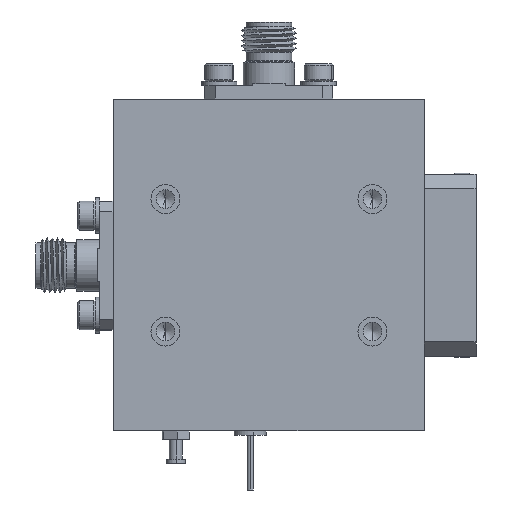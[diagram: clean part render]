
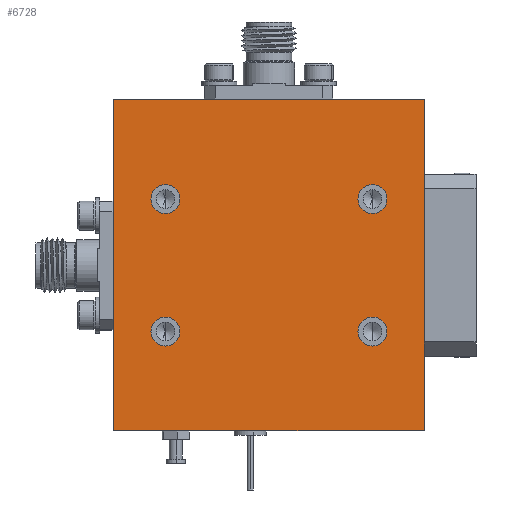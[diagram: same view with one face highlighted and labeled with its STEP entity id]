
A CAD part, front view. The second image highlights one B-rep face of the part: STEP entity #6728.
In plain terms, the highlighted planar face has unit normal (0, -1, 0).
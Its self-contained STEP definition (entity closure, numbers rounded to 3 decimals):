
#471 = AXIS2_PLACEMENT_3D ( 'NONE', #36337, #19968, #5868 ) ;
#1342 = CARTESIAN_POINT ( 'NONE',  ( -46.171, 0.516, 21.126 ) ) ;
#1649 = EDGE_CURVE ( 'NONE', #26933, #5894, #23569, .T. ) ;
#2794 = EDGE_CURVE ( 'NONE', #12988, #34836, #6667, .T. ) ;
#3547 = EDGE_CURVE ( 'NONE', #3671, #9117, #18833, .T. ) ;
#3671 = VERTEX_POINT ( 'NONE', #15141 ) ;
#3685 = ORIENTED_EDGE ( 'NONE', *, *, #3547, .F. ) ;
#4011 = AXIS2_PLACEMENT_3D ( 'NONE', #14368, #21148, #17035 ) ;
#4745 = CARTESIAN_POINT ( 'NONE',  ( -14.421, 0.516, 33.318 ) ) ;
#4881 = VERTEX_POINT ( 'NONE', #40634 ) ;
#4937 = FACE_OUTER_BOUND ( 'NONE', #42772, .T. ) ;
#5180 = CARTESIAN_POINT ( 'NONE',  ( -20.771, 0.516, 6.648 ) ) ;
#5868 = DIRECTION ( 'NONE',  ( 0., 0., -1. ) ) ;
#5894 = VERTEX_POINT ( 'NONE', #19529 ) ;
#5937 = CIRCLE ( 'NONE', #19527, 1.778 ) ;
#6667 = CIRCLE ( 'NONE', #37131, 1.778 ) ;
#6728 = ADVANCED_FACE ( 'NONE', ( #21208, #19127, #13354, #17540, #4937 ), #33180, .F. ) ;
#7106 = DIRECTION ( 'NONE',  ( 0., 0., -1. ) ) ;
#7564 = EDGE_CURVE ( 'NONE', #22361, #4881, #5937, .T. ) ;
#8336 = VECTOR ( 'NONE', #26117, 1000. ) ;
#8798 = EDGE_CURVE ( 'NONE', #40110, #41208, #21081, .T. ) ;
#9117 = VERTEX_POINT ( 'NONE', #43676 ) ;
#9335 = CARTESIAN_POINT ( 'NONE',  ( -20.771, 0.516, 22.904 ) ) ;
#10324 = CIRCLE ( 'NONE', #23412, 1.778 ) ;
#10632 = DIRECTION ( 'NONE',  ( 0., -1., 0. ) ) ;
#11190 = CARTESIAN_POINT ( 'NONE',  ( -46.171, 0.516, 4.87 ) ) ;
#11335 = DIRECTION ( 'NONE',  ( 0., 0., -1. ) ) ;
#11497 = EDGE_CURVE ( 'NONE', #34836, #12988, #20555, .T. ) ;
#11561 = ORIENTED_EDGE ( 'NONE', *, *, #11497, .F. ) ;
#12988 = VERTEX_POINT ( 'NONE', #26699 ) ;
#13041 = ORIENTED_EDGE ( 'NONE', *, *, #25868, .F. ) ;
#13354 = FACE_BOUND ( 'NONE', #35482, .T. ) ;
#13411 = EDGE_CURVE ( 'NONE', #4881, #22361, #35765, .T. ) ;
#13839 = DIRECTION ( 'NONE',  ( -1., 0., 0. ) ) ;
#14251 = VERTEX_POINT ( 'NONE', #26551 ) ;
#14272 = ORIENTED_EDGE ( 'NONE', *, *, #1649, .F. ) ;
#14297 = CARTESIAN_POINT ( 'NONE',  ( -52.521, 0.516, -7.322 ) ) ;
#14348 = ORIENTED_EDGE ( 'NONE', *, *, #29327, .F. ) ;
#14368 = CARTESIAN_POINT ( 'NONE',  ( -33.471, 0.516, 12.998 ) ) ;
#14713 = CARTESIAN_POINT ( 'NONE',  ( -20.771, 0.516, 21.126 ) ) ;
#14881 = EDGE_CURVE ( 'NONE', #41208, #40110, #10324, .T. ) ;
#15141 = CARTESIAN_POINT ( 'NONE',  ( -46.171, 0.516, 3.092 ) ) ;
#15826 = DIRECTION ( 'NONE',  ( 0., 0., -1. ) ) ;
#16251 = ORIENTED_EDGE ( 'NONE', *, *, #17671, .F. ) ;
#16668 = ORIENTED_EDGE ( 'NONE', *, *, #8798, .F. ) ;
#17035 = DIRECTION ( 'NONE',  ( 0., 0., 1. ) ) ;
#17375 = CARTESIAN_POINT ( 'NONE',  ( -14.421, 0.516, -7.322 ) ) ;
#17540 = FACE_BOUND ( 'NONE', #20719, .T. ) ;
#17593 = CARTESIAN_POINT ( 'NONE',  ( -20.771, 0.516, 19.348 ) ) ;
#17671 = EDGE_CURVE ( 'NONE', #5894, #14251, #38599, .T. ) ;
#18723 = ORIENTED_EDGE ( 'NONE', *, *, #24829, .F. ) ;
#18833 = CIRCLE ( 'NONE', #40555, 1.778 ) ;
#19079 = VECTOR ( 'NONE', #20911, 1000. ) ;
#19127 = FACE_BOUND ( 'NONE', #41706, .T. ) ;
#19527 = AXIS2_PLACEMENT_3D ( 'NONE', #41229, #10632, #7106 ) ;
#19529 = CARTESIAN_POINT ( 'NONE',  ( -52.521, 0.516, 33.318 ) ) ;
#19925 = CARTESIAN_POINT ( 'NONE',  ( -52.521, 0.516, 33.318 ) ) ;
#19968 = DIRECTION ( 'NONE',  ( 0., -1., 0. ) ) ;
#20311 = CARTESIAN_POINT ( 'NONE',  ( -20.771, 0.516, 4.87 ) ) ;
#20463 = DIRECTION ( 'NONE',  ( 0., 0., -1. ) ) ;
#20555 = CIRCLE ( 'NONE', #471, 1.778 ) ;
#20676 = VECTOR ( 'NONE', #25970, 1000. ) ;
#20719 = EDGE_LOOP ( 'NONE', ( #42910, #11561 ) ) ;
#20911 = DIRECTION ( 'NONE',  ( 0., 0., -1. ) ) ;
#21081 = CIRCLE ( 'NONE', #25473, 1.778 ) ;
#21148 = DIRECTION ( 'NONE',  ( 0., 1., 0. ) ) ;
#21208 = FACE_BOUND ( 'NONE', #22596, .T. ) ;
#21491 = DIRECTION ( 'NONE',  ( 0., 0., -1. ) ) ;
#21924 = DIRECTION ( 'NONE',  ( 0., -1., 0. ) ) ;
#22361 = VERTEX_POINT ( 'NONE', #5180 ) ;
#22596 = EDGE_LOOP ( 'NONE', ( #35248, #26453 ) ) ;
#22957 = CARTESIAN_POINT ( 'NONE',  ( -14.421, 0.516, -7.322 ) ) ;
#23403 = DIRECTION ( 'NONE',  ( 0., -1., 0. ) ) ;
#23412 = AXIS2_PLACEMENT_3D ( 'NONE', #23559, #23987, #20463 ) ;
#23559 = CARTESIAN_POINT ( 'NONE',  ( -20.771, 0.516, 21.126 ) ) ;
#23569 = LINE ( 'NONE', #19925, #8336 ) ;
#23987 = DIRECTION ( 'NONE',  ( 0., -1., 0. ) ) ;
#24073 = ORIENTED_EDGE ( 'NONE', *, *, #14881, .F. ) ;
#24829 = EDGE_CURVE ( 'NONE', #40778, #26933, #40828, .T. ) ;
#25473 = AXIS2_PLACEMENT_3D ( 'NONE', #14713, #21924, #38260 ) ;
#25696 = CARTESIAN_POINT ( 'NONE',  ( -14.421, 0.516, 33.318 ) ) ;
#25868 = EDGE_CURVE ( 'NONE', #9117, #3671, #35619, .T. ) ;
#25970 = DIRECTION ( 'NONE',  ( 1., 0., 0. ) ) ;
#26117 = DIRECTION ( 'NONE',  ( 0., 0., 1. ) ) ;
#26453 = ORIENTED_EDGE ( 'NONE', *, *, #7564, .F. ) ;
#26551 = CARTESIAN_POINT ( 'NONE',  ( -14.421, 0.516, 33.318 ) ) ;
#26699 = CARTESIAN_POINT ( 'NONE',  ( -46.171, 0.516, 19.348 ) ) ;
#26933 = VERTEX_POINT ( 'NONE', #14297 ) ;
#27692 = AXIS2_PLACEMENT_3D ( 'NONE', #39514, #32487, #15826 ) ;
#28031 = LINE ( 'NONE', #4745, #19079 ) ;
#29327 = EDGE_CURVE ( 'NONE', #14251, #40778, #28031, .T. ) ;
#30209 = DIRECTION ( 'NONE',  ( 0., 0., -1. ) ) ;
#31832 = DIRECTION ( 'NONE',  ( 0., -1., 0. ) ) ;
#32487 = DIRECTION ( 'NONE',  ( 0., -1., 0. ) ) ;
#33180 = PLANE ( 'NONE',  #4011 ) ;
#33814 = AXIS2_PLACEMENT_3D ( 'NONE', #20311, #23403, #30209 ) ;
#34836 = VERTEX_POINT ( 'NONE', #40216 ) ;
#35248 = ORIENTED_EDGE ( 'NONE', *, *, #13411, .F. ) ;
#35482 = EDGE_LOOP ( 'NONE', ( #3685, #13041 ) ) ;
#35619 = CIRCLE ( 'NONE', #27692, 1.778 ) ;
#35765 = CIRCLE ( 'NONE', #33814, 1.778 ) ;
#36337 = CARTESIAN_POINT ( 'NONE',  ( -46.171, 0.516, 21.126 ) ) ;
#37131 = AXIS2_PLACEMENT_3D ( 'NONE', #1342, #31832, #11335 ) ;
#38260 = DIRECTION ( 'NONE',  ( 0., 0., -1. ) ) ;
#38599 = LINE ( 'NONE', #25696, #20676 ) ;
#39514 = CARTESIAN_POINT ( 'NONE',  ( -46.171, 0.516, 4.87 ) ) ;
#40110 = VERTEX_POINT ( 'NONE', #9335 ) ;
#40216 = CARTESIAN_POINT ( 'NONE',  ( -46.171, 0.516, 22.904 ) ) ;
#40555 = AXIS2_PLACEMENT_3D ( 'NONE', #11190, #41499, #21491 ) ;
#40634 = CARTESIAN_POINT ( 'NONE',  ( -20.771, 0.516, 3.092 ) ) ;
#40778 = VERTEX_POINT ( 'NONE', #22957 ) ;
#40828 = LINE ( 'NONE', #17375, #40878 ) ;
#40878 = VECTOR ( 'NONE', #13839, 1000. ) ;
#41208 = VERTEX_POINT ( 'NONE', #17593 ) ;
#41229 = CARTESIAN_POINT ( 'NONE',  ( -20.771, 0.516, 4.87 ) ) ;
#41499 = DIRECTION ( 'NONE',  ( 0., -1., 0. ) ) ;
#41706 = EDGE_LOOP ( 'NONE', ( #24073, #16668 ) ) ;
#42772 = EDGE_LOOP ( 'NONE', ( #14272, #18723, #14348, #16251 ) ) ;
#42910 = ORIENTED_EDGE ( 'NONE', *, *, #2794, .F. ) ;
#43676 = CARTESIAN_POINT ( 'NONE',  ( -46.171, 0.516, 6.648 ) ) ;
